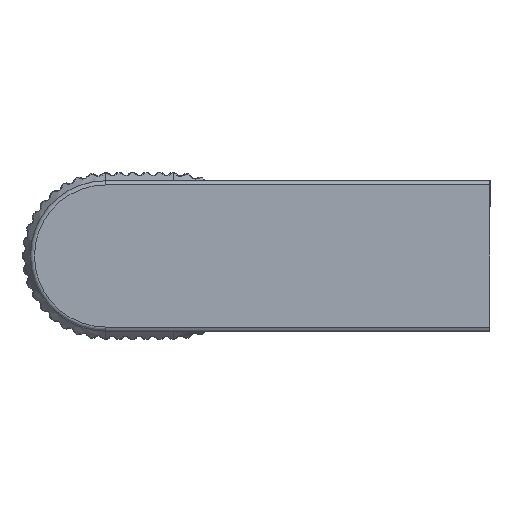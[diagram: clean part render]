
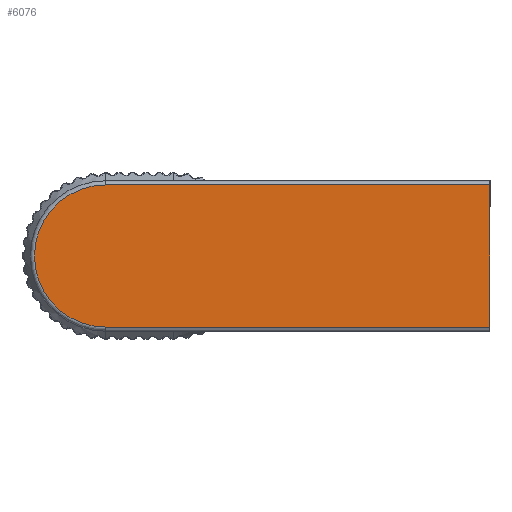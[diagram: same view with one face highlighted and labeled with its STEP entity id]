
A CAD part, left-side view. The second image highlights one B-rep face of the part: STEP entity #6076.
In plain terms, the highlighted planar face has unit normal (-1, 0, 0).
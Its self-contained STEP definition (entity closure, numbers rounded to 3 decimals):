
#807=PLANE('',#6637);
#1169=FACE_OUTER_BOUND('',#1546,.T.);
#1546=EDGE_LOOP('',(#5272,#5273,#5274,#5275));
#1795=CIRCLE('',#6605,8.5);
#1980=LINE('',#28188,#2177);
#1983=LINE('',#28203,#2180);
#2003=LINE('',#28309,#2200);
#2177=VECTOR('',#7645,10.);
#2180=VECTOR('',#7662,10.);
#2200=VECTOR('',#7740,10.);
#2683=VERTEX_POINT('',#28185);
#2684=VERTEX_POINT('',#28187);
#2686=VERTEX_POINT('',#28193);
#2688=VERTEX_POINT('',#28199);
#3527=EDGE_CURVE('',#2683,#2684,#1980,.T.);
#3532=EDGE_CURVE('',#2684,#2686,#1795,.T.);
#3535=EDGE_CURVE('',#2686,#2688,#1983,.T.);
#3570=EDGE_CURVE('',#2688,#2683,#2003,.T.);
#5272=ORIENTED_EDGE('',*,*,#3527,.F.);
#5273=ORIENTED_EDGE('',*,*,#3570,.F.);
#5274=ORIENTED_EDGE('',*,*,#3535,.F.);
#5275=ORIENTED_EDGE('',*,*,#3532,.F.);
#6076=ADVANCED_FACE('',(#1169),#807,.T.);
#6605=AXIS2_PLACEMENT_3D('',#28197,#7655,#7656);
#6637=AXIS2_PLACEMENT_3D('',#28310,#7741,#7742);
#7645=DIRECTION('',(0.,1.,0.));
#7655=DIRECTION('center_axis',(1.,0.,0.));
#7656=DIRECTION('ref_axis',(0.,0.,1.));
#7662=DIRECTION('',(0.,-1.,0.));
#7740=DIRECTION('',(0.,0.,-1.));
#7741=DIRECTION('center_axis',(-1.,0.,0.));
#7742=DIRECTION('ref_axis',(0.,0.,1.));
#28185=CARTESIAN_POINT('',(0.,0.,-17.5));
#28187=CARTESIAN_POINT('',(0.,46.,-17.5));
#28188=CARTESIAN_POINT('',(0.,0.,-17.5));
#28193=CARTESIAN_POINT('',(0.,46.,-0.5));
#28197=CARTESIAN_POINT('Origin',(0.,46.,-9.));
#28199=CARTESIAN_POINT('',(0.,0.,-0.5));
#28203=CARTESIAN_POINT('',(0.,46.,-0.5));
#28309=CARTESIAN_POINT('',(0.,0.,-0.5));
#28310=CARTESIAN_POINT('Origin',(0.,-0.01,-9.));
